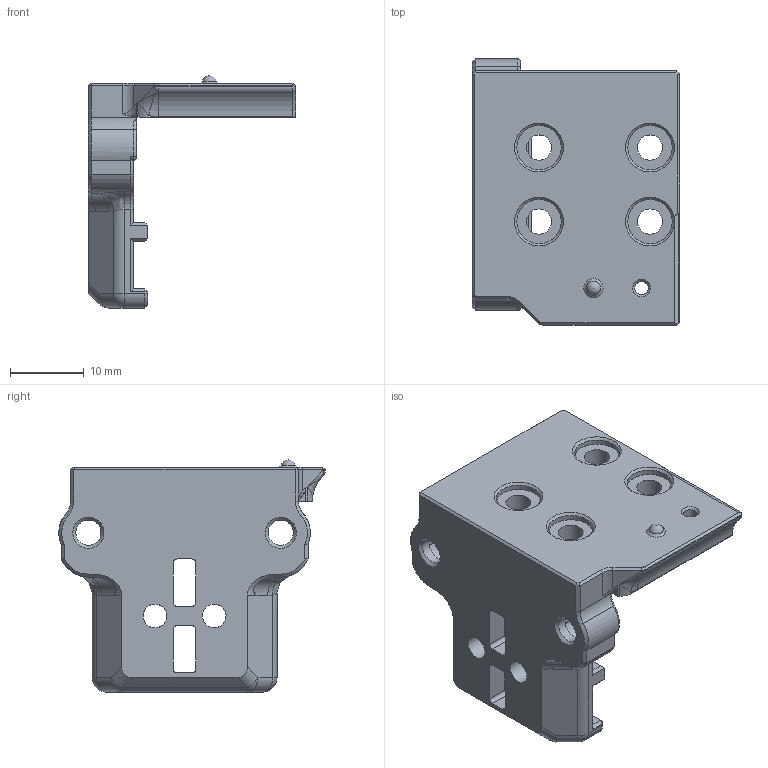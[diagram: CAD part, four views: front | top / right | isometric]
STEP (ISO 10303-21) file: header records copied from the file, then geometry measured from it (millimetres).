
FILE_DESCRIPTION(/* description */ (''),/* implementation_level */ '2;1');
FILE_NAME(/* name */ 'V01_MiniAfterBlockhead_XCarriage_MGN9.step',/* time_stamp */ '2022-03-25T15:38:25-07:00',/* author */ (''),/* organization */ (''),/* preprocessor_version */ 'ST-DEVELOPER v18.1',/* originating_system */ 'Autodesk Translation Framework v10.13.0.1454',/* authorisation */ '');
FILE_SCHEMA (('AUTOMOTIVE_DESIGN { 1 0 10303 214 3 1 1 }'));
Length unit declared in the file: millimetre
Products named in the file (1): X_Carriage_MGN9
Bounding box: 28 x 35.99 x 31.4 mm (x, y, z)
Volume: 7485.7 mm3; surface area: 4707.2 mm2
Topology: 1 solids, 1 shells, 272 faces, 703 edges, 427 vertices
Faces by surface type: plane 137, cylinder 69, cone 26, bspline 20, torus 14, sphere 6
Full cylindrical faces by diameter (mm): 1.8 x1, 3.2 x2, 3.4 x6, 6 x4
Entity records: 8929 total; most frequent: CARTESIAN_POINT 2230, DIRECTION 1411, ORIENTED_EDGE 1394, EDGE_CURVE 697, AXIS2_PLACEMENT_3D 490, LINE 431, VECTOR 431, VERTEX_POINT 427
